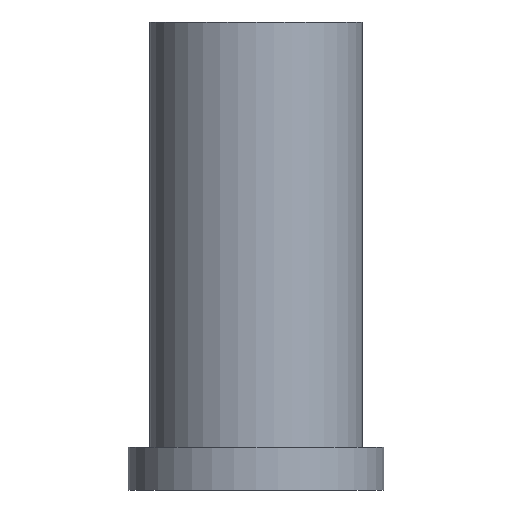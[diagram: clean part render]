
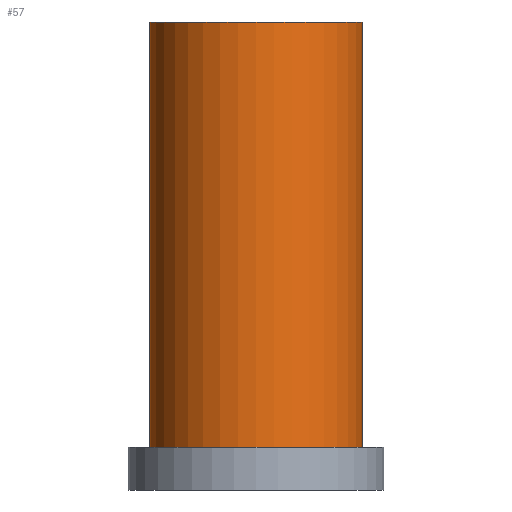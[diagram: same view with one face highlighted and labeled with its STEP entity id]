
A CAD part, front view. The second image highlights one B-rep face of the part: STEP entity #57.
In plain terms, the highlighted cylindrical face has radius 2.5 mm (diameter 5 mm), a full revolution.
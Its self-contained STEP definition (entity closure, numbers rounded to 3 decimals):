
#57=ADVANCED_FACE('',(#95,#97),#99,.T.);
#95=FACE_OUTER_BOUND('',#96,.T.);
#96=EDGE_LOOP('',(#121));
#97=FACE_OUTER_BOUND('',#98,.T.);
#98=EDGE_LOOP('',(#122));
#99=CYLINDRICAL_SURFACE('',#100,2.5);
#100=AXIS2_PLACEMENT_3D('',#101,#102,#103);
#101=CARTESIAN_POINT('',(0.,0.,1.));
#102=DIRECTION('',(0.,0.,1.));
#103=DIRECTION('',(-1.,0.,0.));
#121=ORIENTED_EDGE('',*,*,#127,.F.);
#122=ORIENTED_EDGE('',*,*,#130,.T.);
#127=EDGE_CURVE('',#135,#135,#136,.T.);
#130=EDGE_CURVE('',#141,#141,#142,.T.);
#135=VERTEX_POINT('',#153);
#136=CIRCLE('',#154,2.5);
#141=VERTEX_POINT('',#168);
#142=CIRCLE('',#169,2.5);
#153=CARTESIAN_POINT('',(-2.5,0.,11.));
#154=AXIS2_PLACEMENT_3D('',#155,#156,#157);
#155=CARTESIAN_POINT('',(0.,0.,11.));
#156=DIRECTION('',(0.,0.,1.));
#157=DIRECTION('',(-1.,0.,0.));
#168=CARTESIAN_POINT('',(-2.5,0.,1.));
#169=AXIS2_PLACEMENT_3D('',#170,#171,#172);
#170=CARTESIAN_POINT('',(0.,0.,1.));
#171=DIRECTION('',(0.,0.,1.));
#172=DIRECTION('',(-1.,0.,0.));
